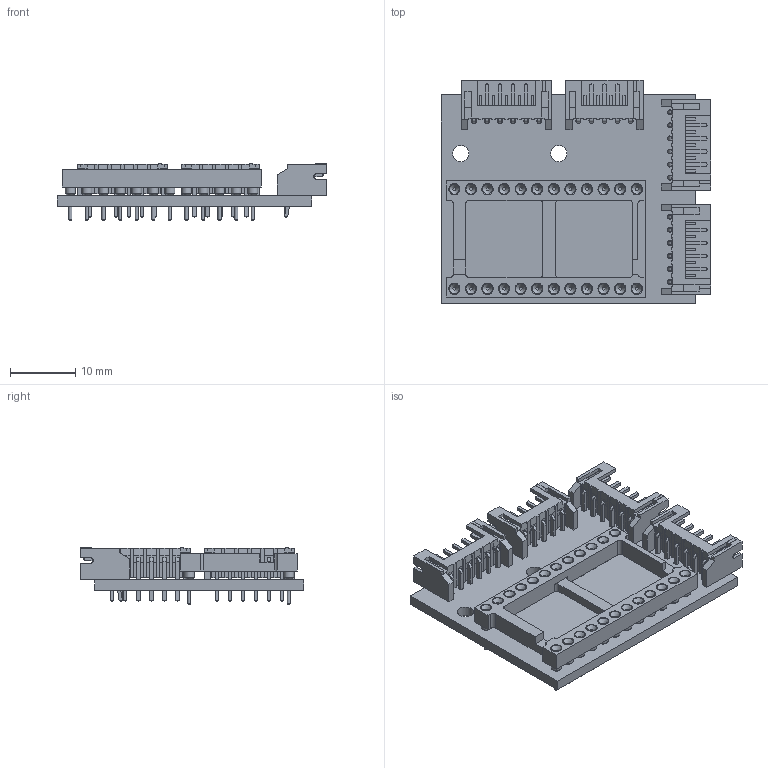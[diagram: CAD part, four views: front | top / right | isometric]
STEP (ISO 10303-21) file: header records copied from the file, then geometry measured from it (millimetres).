
FILE_DESCRIPTION(('KiCad electronic assembly'),'2;1');
FILE_NAME('stick_controller_pcb.step','2021-10-16T09:33:51',('An Author' ),('A Company'),'Open CASCADE STEP processor 6.9', 'KiCad to STEP converter','Unknown');
FILE_SCHEMA(('AUTOMOTIVE_DESIGN { 1 0 10303 214 1 1 1 1 }'));
Length unit declared in the file: millimetre
Products named in the file (8): Open CASCADE STEP translator 6.9 1; DIP-24_W15.24mm_Socket; SOLID; JST_PH_S5B-PH-K_1x05_P2.00mm_Horizontal; JST_PH_S6B-PH-K_1x06_P2.00mm_Horizontal; COMPOUND
Assembly tree (9 placements, depth 3):
  Open CASCADE STEP translator 6.9 1
    DIP-24_W15.24mm_Socket
      SOLID
    JST_PH_S5B-PH-K_1x05_P2.00mm_Horizontal
      SOLID
    JST_PH_S6B-PH-K_1x06_P2.00mm_Horizontal  x3
      SOLID
    COMPOUND
Bounding box: 41.27 x 34.25 x 8.63 mm (x, y, z)
Volume: 3346 mm3; surface area: 6495.7 mm2
Topology: 6 solids, 6 shells, 1302 faces, 3207 edges, 2065 vertices
Faces by surface type: plane 1019, cylinder 211, cone 72
Full cylindrical faces by diameter (mm): 0.508 x48, 0.75 x23, 0.8 x24, 1.524 x24, 1.724 x24, 2.5 x2
Entity records: 55011 total; most frequent: CARTESIAN_POINT 9550, DIRECTION 7633, LINE 4905, VECTOR 4905, ORIENTED_EDGE 3854, PCURVE 3854, DEFINITIONAL_REPRESENTATION 3854, EDGE_CURVE 1927
